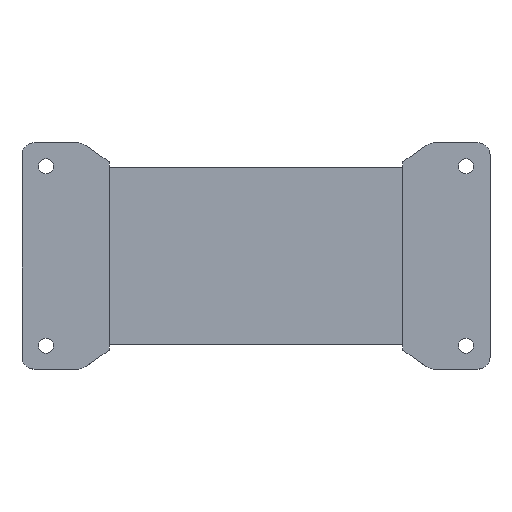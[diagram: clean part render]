
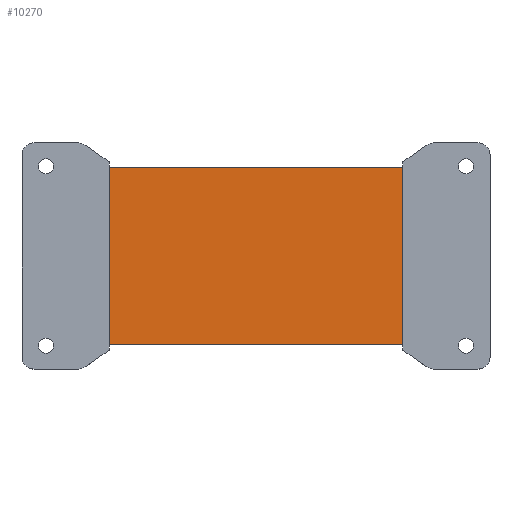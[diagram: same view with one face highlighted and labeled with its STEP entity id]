
A CAD part, top view. The second image highlights one B-rep face of the part: STEP entity #10270.
In plain terms, the highlighted planar face has unit normal (0, 0, 1).
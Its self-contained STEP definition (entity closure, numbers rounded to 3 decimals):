
#5990=CARTESIAN_POINT('',(94.95,50.35,3.25));
#6000=VERTEX_POINT('',#5990);
#6030=CARTESIAN_POINT('',(94.95,50.35,3.25));
#6040=DIRECTION('',(-1.,0.,0.));
#6050=VECTOR('',#6040,1.);
#6060=LINE('',#6030,#6050);
#6070=CARTESIAN_POINT('',(21.75,50.35,3.25));
#6080=VERTEX_POINT('',#6070);
#6090=EDGE_CURVE('',#6000,#6080,#6060,.T.);
#7970=CARTESIAN_POINT('',(94.95,6.05,3.25));
#7980=VERTEX_POINT('',#7970);
#8010=CARTESIAN_POINT('',(94.95,6.05,3.25));
#8020=DIRECTION('',(0.,1.,0.));
#8030=VECTOR('',#8020,1.);
#8040=LINE('',#8010,#8030);
#8050=EDGE_CURVE('',#7980,#6000,#8040,.T.);
#10040=CARTESIAN_POINT('',(-2.82,-63.66,3.25));
#10050=DIRECTION('',(0.,0.,1.));
#10060=DIRECTION('',(1.,0.,0.));
#10070=AXIS2_PLACEMENT_3D('',#10040,#10050,#10060);
#10080=PLANE('',#10070);
#10090=ORIENTED_EDGE('',*,*,#6090,.T.);
#10100=ORIENTED_EDGE('',*,*,#8050,.T.);
#10110=CARTESIAN_POINT('',(21.75,6.05,3.25));
#10120=DIRECTION('',(1.,0.,0.));
#10130=VECTOR('',#10120,1.);
#10140=LINE('',#10110,#10130);
#10150=CARTESIAN_POINT('',(21.75,6.05,3.25));
#10160=VERTEX_POINT('',#10150);
#10170=EDGE_CURVE('',#10160,#7980,#10140,.T.);
#10180=ORIENTED_EDGE('',*,*,#10170,.T.);
#10190=CARTESIAN_POINT('',(21.75,50.35,3.25));
#10200=DIRECTION('',(0.,-1.,0.));
#10210=VECTOR('',#10200,1.);
#10220=LINE('',#10190,#10210);
#10230=EDGE_CURVE('',#6080,#10160,#10220,.T.);
#10240=ORIENTED_EDGE('',*,*,#10230,.T.);
#10250=EDGE_LOOP('',(#10240,#10180,#10100,#10090));
#10260=FACE_OUTER_BOUND('',#10250,.T.);
#10270=ADVANCED_FACE('',(#10260),#10080,.T.);
